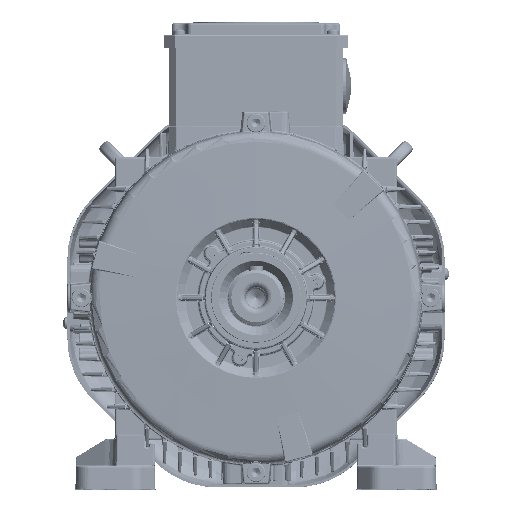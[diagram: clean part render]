
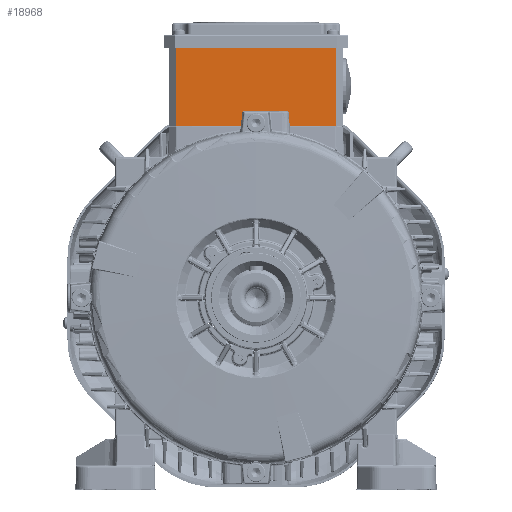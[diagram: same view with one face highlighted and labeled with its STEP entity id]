
A CAD part, top view. The second image highlights one B-rep face of the part: STEP entity #18968.
In plain terms, the highlighted planar face has unit normal (0, 0, 1).
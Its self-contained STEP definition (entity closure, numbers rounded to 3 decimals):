
#15636=PLANE('',#141264);
#18968=ADVANCED_FACE('22-0-81',(#29282),#15636,.T.);
#29282=FACE_OUTER_BOUND('',#36202,.T.);
#36202=EDGE_LOOP('',(#50153,#50154,#50155,#50156));
#50153=ORIENTED_EDGE('',*,*,#100622,.T.);
#50154=ORIENTED_EDGE('',*,*,#100623,.T.);
#50155=ORIENTED_EDGE('',*,*,#100624,.F.);
#50156=ORIENTED_EDGE('',*,*,#100620,.F.);
#84756=VERTEX_POINT('',#191002);
#84757=VERTEX_POINT('',#191004);
#84758=VERTEX_POINT('',#191008);
#84759=VERTEX_POINT('',#191010);
#100620=EDGE_CURVE('',#84756,#84757,#123730,.T.);
#100622=EDGE_CURVE('',#84756,#84758,#123732,.T.);
#100623=EDGE_CURVE('',#84758,#84759,#123733,.T.);
#100624=EDGE_CURVE('',#84757,#84759,#123734,.T.);
#123730=LINE('',#191003,#132496);
#123732=LINE('',#191007,#132498);
#123733=LINE('',#191009,#132499);
#123734=LINE('',#191011,#132500);
#132496=VECTOR('',#154948,1.);
#132498=VECTOR('',#154952,1.);
#132499=VECTOR('',#154953,1.);
#132500=VECTOR('',#154954,1.);
#141264=AXIS2_PLACEMENT_3D('',#191012,#154955,#154956);
#154948=DIRECTION('',(0.,1.,0.));
#154952=DIRECTION('',(1.,0.,0.));
#154953=DIRECTION('',(0.,1.,0.));
#154954=DIRECTION('',(1.,0.,0.));
#154955=DIRECTION('',(0.,0.,1.));
#154956=DIRECTION('',(1.,0.,0.));
#191002=CARTESIAN_POINT('',(205.,118.25,308.));
#191003=CARTESIAN_POINT('',(205.,118.25,308.));
#191004=CARTESIAN_POINT('',(205.,176.25,308.));
#191007=CARTESIAN_POINT('',(315.,118.25,308.));
#191008=CARTESIAN_POINT('',(315.,118.25,308.));
#191009=CARTESIAN_POINT('',(315.,118.25,308.));
#191010=CARTESIAN_POINT('',(315.,176.25,308.));
#191011=CARTESIAN_POINT('',(205.,176.25,308.));
#191012=CARTESIAN_POINT('',(205.,118.25,308.));
